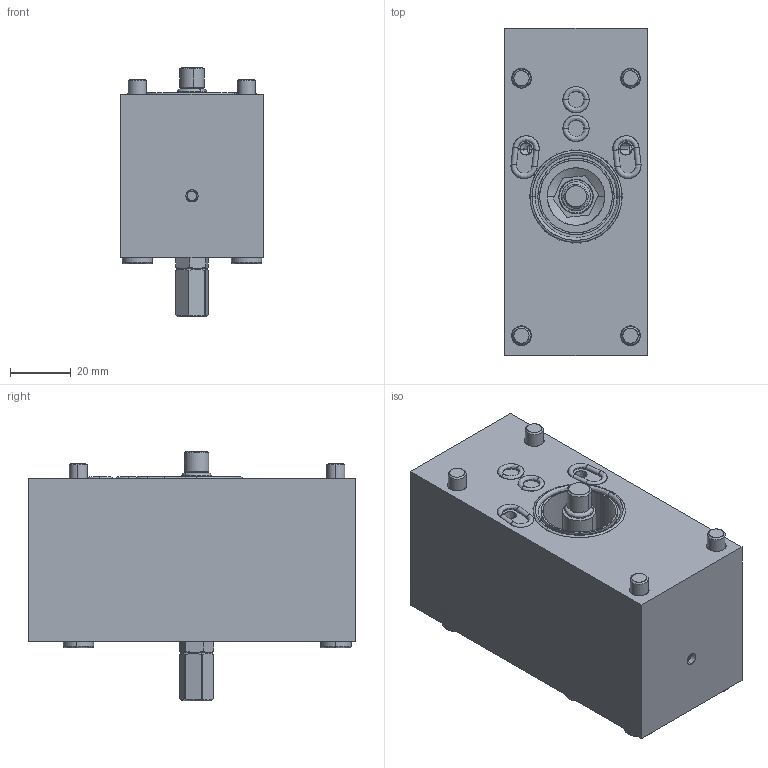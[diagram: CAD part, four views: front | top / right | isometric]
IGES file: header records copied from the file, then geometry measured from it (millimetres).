
Start section: SolidWorks IGES file using analytic representation for surfaces
Global section: file name: MHPH004104238.igs; native system: SolidWorks 2014; preprocessor: SolidWorks 2014; author: serviziopdm; date: 150702.155359; units: millimetre
Bounding box: 47 x 108 x 82.47 mm (x, y, z)
Surface area: 47682.3 mm2 (no closed solid volume)
Topology: 0 solids, 0 shells, 325 faces, 4756 edges, 4752 vertices
Faces by surface type: revolution 187, bspline 138
